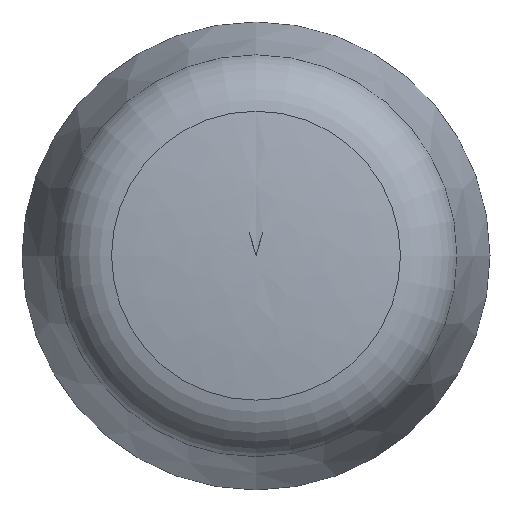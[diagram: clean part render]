
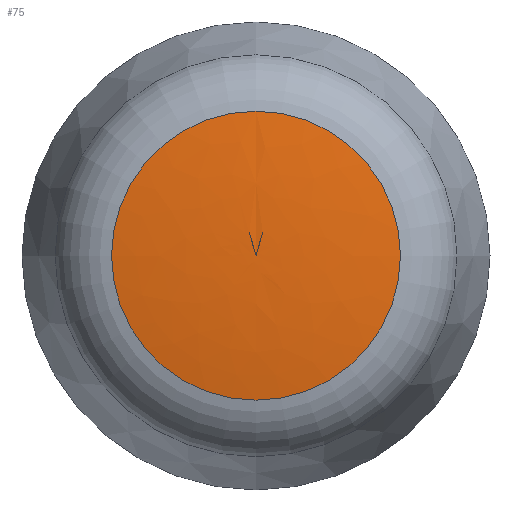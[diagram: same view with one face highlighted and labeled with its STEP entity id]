
A CAD part, top view. The second image highlights one B-rep face of the part: STEP entity #75.
In plain terms, the highlighted free-form (B-spline) face has degree [3, 3] with [4, 7] control points.
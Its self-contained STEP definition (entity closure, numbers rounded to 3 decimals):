
#75 = ADVANCED_FACE( '', ( #85, #86 ), #87, .T. );
#85 = FACE_BOUND( '', #111, .T. );
#86 = FACE_OUTER_BOUND( '', #112, .T. );
#87 = ( B_SPLINE_SURFACE( 3, 3, ( ( #114, #115, #116, #117, #118, #119, #120 ), ( #121, #122, #123, #124, #125, #126, #127 ), ( #128, #129, #130, #131, #132, #133, #134 ), ( #135, #136, #137, #138, #139, #140, #141 ) ), .UNSPECIFIED., .F., .T., .F. )B_SPLINE_SURFACE_WITH_KNOTS( ( 4, 4 ), ( 4, 3, 4 ), ( 0., 6.283 ), ( -1.582, -1.505, -1.428 ), .UNSPECIFIED. )RATIONAL_B_SPLINE_SURFACE( ( ( 1., 0.333, 0.333, 1., 0.333, 0.333, 1. ), ( 0.998, 0.333, 0.333, 0.998, 0.333, 0.333, 0.998 ), ( 0.998, 0.333, 0.333, 0.998, 0.333, 0.333, 0.998 ), ( 1., 0.333, 0.333, 1., 0.333, 0.333, 1. ) ) )BOUNDED_SURFACE(  )REPRESENTATION_ITEM( '' )GEOMETRIC_REPRESENTATION_ITEM(  )SURFACE(  ) );
#111 = VERTEX_LOOP( '', #171 );
#112 = EDGE_LOOP( '', ( #172 ) );
#114 = CARTESIAN_POINT( '', ( 0., 8.437, 10.143 ) );
#115 = CARTESIAN_POINT( '', ( 16.873, 8.437, 10.143 ) );
#116 = CARTESIAN_POINT( '', ( 16.873, -8.437, 10.143 ) );
#117 = CARTESIAN_POINT( '', ( 0., -8.437, 10.143 ) );
#118 = CARTESIAN_POINT( '', ( -16.873, -8.437, 10.143 ) );
#119 = CARTESIAN_POINT( '', ( -16.873, 8.437, 10.143 ) );
#120 = CARTESIAN_POINT( '', ( 0., 8.437, 10.143 ) );
#121 = CARTESIAN_POINT( '', ( 0., 5.641, 10.545 ) );
#122 = CARTESIAN_POINT( '', ( 11.283, 5.641, 10.545 ) );
#123 = CARTESIAN_POINT( '', ( 11.283, -5.641, 10.545 ) );
#124 = CARTESIAN_POINT( '', ( 0., -5.641, 10.545 ) );
#125 = CARTESIAN_POINT( '', ( -11.283, -5.641, 10.545 ) );
#126 = CARTESIAN_POINT( '', ( -11.283, 5.641, 10.545 ) );
#127 = CARTESIAN_POINT( '', ( 0., 5.641, 10.545 ) );
#128 = CARTESIAN_POINT( '', ( 0., 2.824, 10.731 ) );
#129 = CARTESIAN_POINT( '', ( 5.647, 2.824, 10.731 ) );
#130 = CARTESIAN_POINT( '', ( 5.647, -2.824, 10.731 ) );
#131 = CARTESIAN_POINT( '', ( 0., -2.824, 10.731 ) );
#132 = CARTESIAN_POINT( '', ( -5.647, -2.824, 10.731 ) );
#133 = CARTESIAN_POINT( '', ( -5.647, 2.824, 10.731 ) );
#134 = CARTESIAN_POINT( '', ( 0., 2.824, 10.731 ) );
#135 = CARTESIAN_POINT( '', ( 0., 0., 10.7 ) );
#136 = CARTESIAN_POINT( '', ( 0., 0., 10.7 ) );
#137 = CARTESIAN_POINT( '', ( 0., 0., 10.7 ) );
#138 = CARTESIAN_POINT( '', ( 0., 0., 10.7 ) );
#139 = CARTESIAN_POINT( '', ( 0., 0., 10.7 ) );
#140 = CARTESIAN_POINT( '', ( 0., 0., 10.7 ) );
#141 = CARTESIAN_POINT( '', ( 0., 0., 10.7 ) );
#171 = VERTEX_POINT( '', #212 );
#172 = ORIENTED_EDGE( '', *, *, #213, .F. );
#212 = CARTESIAN_POINT( '', ( 0., 0., 10.7 ) );
#213 = EDGE_CURVE( '', #221, #221, #222, .T. );
#221 = VERTEX_POINT( '', #237 );
#222 = CIRCLE( '', #238, 8.437 );
#237 = CARTESIAN_POINT( '', ( 0., 8.437, 10.143 ) );
#238 = AXIS2_PLACEMENT_3D( '', #253, #254, #255 );
#253 = CARTESIAN_POINT( '', ( 0., 0., 10.143 ) );
#254 = DIRECTION( '', ( 0., 0., -1. ) );
#255 = DIRECTION( '', ( 0., 1., 0. ) );
